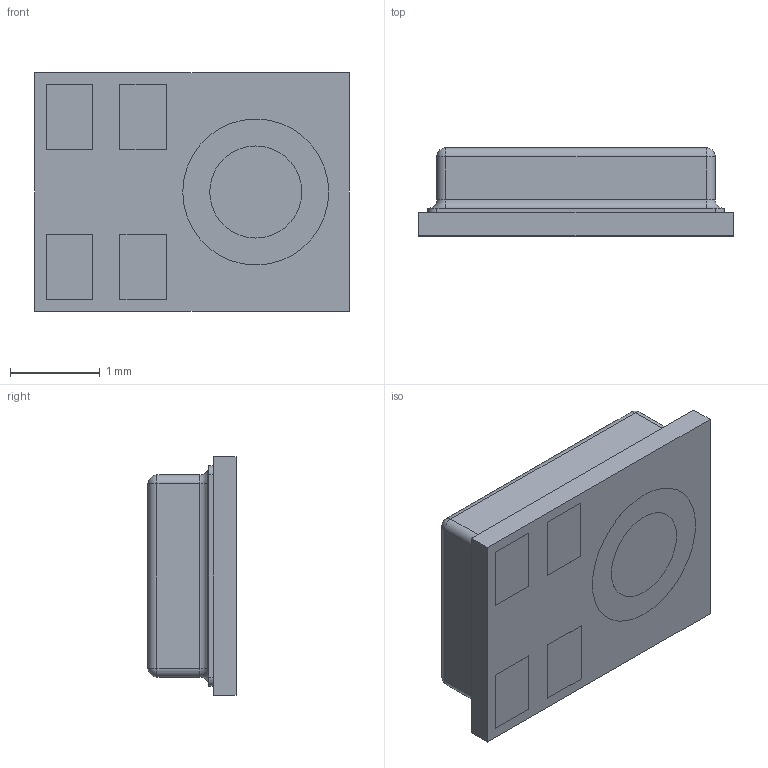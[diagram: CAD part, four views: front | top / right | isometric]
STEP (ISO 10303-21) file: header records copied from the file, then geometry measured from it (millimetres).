
FILE_DESCRIPTION (( 'STEP AP214' ), '1' );
FILE_NAME ('User Library-ICS-40618.STEP', '2020-10-12T19:26:31', ( '' ), ( '' ), 'SwSTEP 2.0', 'SolidWorks 2020', '' );
FILE_SCHEMA (( 'AUTOMOTIVE_DESIGN' ));
Length unit declared in the file: millimetre
Products named in the file (1): User Library-ICS-40618
Bounding box: 3.5 x 0.98 x 2.65 mm (x, y, z)
Volume: 7.5 mm3; surface area: 28.5 mm2
Topology: 1 solids, 1 shells, 349 faces, 906 edges, 592 vertices
Faces by surface type: plane 169, bspline 142, cylinder 30, torus 4, sphere 4
Entity records: 18948 total; most frequent: CARTESIAN_POINT 10722, ORIENTED_EDGE 1804, DIRECTION 1098, EDGE_CURVE 902, VERTEX_POINT 592, LINE 554, VECTOR 554, EDGE_LOOP 386
